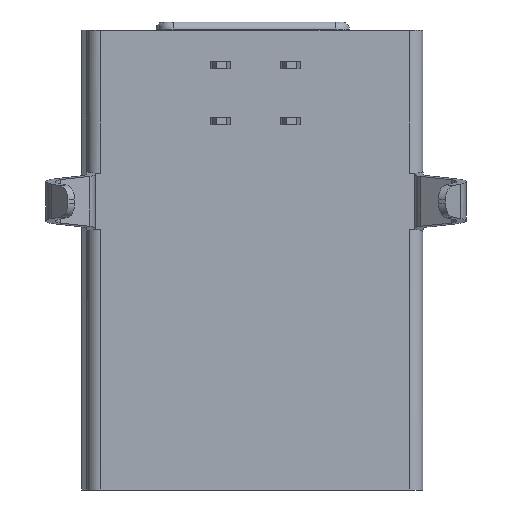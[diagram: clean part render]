
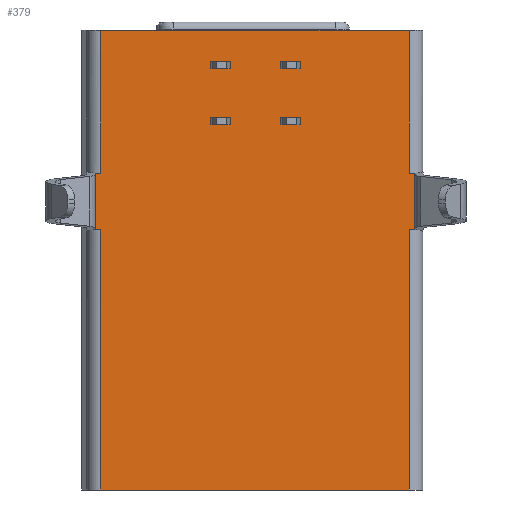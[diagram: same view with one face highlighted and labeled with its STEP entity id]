
A CAD part, front view. The second image highlights one B-rep face of the part: STEP entity #379.
In plain terms, the highlighted planar face has unit normal (0.018, -1, 0).
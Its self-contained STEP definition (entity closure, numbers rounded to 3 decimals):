
#379=ADVANCED_FACE('',(#733,#734,#735,#736,#737),#576,.T.);
#576=PLANE('',#3937);
#733=FACE_BOUND('',#761,.T.);
#734=FACE_BOUND('',#762,.T.);
#735=FACE_BOUND('',#763,.T.);
#736=FACE_BOUND('',#764,.T.);
#737=FACE_BOUND('',#765,.T.);
#761=EDGE_LOOP('',(#1128,#1129,#1130,#1131,#1132,#1133,#1134,#1135,#1136,
#1137,#1138,#1139));
#762=EDGE_LOOP('',(#1140,#1141,#1142,#1143));
#763=EDGE_LOOP('',(#1144,#1145,#1146,#1147));
#764=EDGE_LOOP('',(#1148,#1149,#1150,#1151));
#765=EDGE_LOOP('',(#1152,#1153,#1154,#1155));
#1128=ORIENTED_EDGE('',*,*,#2567,.T.);
#1129=ORIENTED_EDGE('',*,*,#2568,.T.);
#1130=ORIENTED_EDGE('',*,*,#2569,.T.);
#1131=ORIENTED_EDGE('',*,*,#2480,.T.);
#1132=ORIENTED_EDGE('',*,*,#2566,.F.);
#1133=ORIENTED_EDGE('',*,*,#2570,.T.);
#1134=ORIENTED_EDGE('',*,*,#2571,.F.);
#1135=ORIENTED_EDGE('',*,*,#2572,.F.);
#1136=ORIENTED_EDGE('',*,*,#2573,.T.);
#1137=ORIENTED_EDGE('',*,*,#2519,.T.);
#1138=ORIENTED_EDGE('',*,*,#2574,.F.);
#1139=ORIENTED_EDGE('',*,*,#2575,.F.);
#1140=ORIENTED_EDGE('',*,*,#2576,.F.);
#1141=ORIENTED_EDGE('',*,*,#2577,.T.);
#1142=ORIENTED_EDGE('',*,*,#2578,.T.);
#1143=ORIENTED_EDGE('',*,*,#2579,.F.);
#1144=ORIENTED_EDGE('',*,*,#2580,.F.);
#1145=ORIENTED_EDGE('',*,*,#2581,.T.);
#1146=ORIENTED_EDGE('',*,*,#2582,.T.);
#1147=ORIENTED_EDGE('',*,*,#2583,.F.);
#1148=ORIENTED_EDGE('',*,*,#2584,.T.);
#1149=ORIENTED_EDGE('',*,*,#2585,.F.);
#1150=ORIENTED_EDGE('',*,*,#2586,.F.);
#1151=ORIENTED_EDGE('',*,*,#2587,.T.);
#1152=ORIENTED_EDGE('',*,*,#2588,.T.);
#1153=ORIENTED_EDGE('',*,*,#2589,.F.);
#1154=ORIENTED_EDGE('',*,*,#2590,.F.);
#1155=ORIENTED_EDGE('',*,*,#2591,.T.);
#2122=VERTEX_POINT('',#5226);
#2123=VERTEX_POINT('',#5228);
#2159=VERTEX_POINT('',#5304);
#2160=VERTEX_POINT('',#5306);
#2204=VERTEX_POINT('',#5398);
#2205=VERTEX_POINT('',#5402);
#2206=VERTEX_POINT('',#5403);
#2207=VERTEX_POINT('',#5405);
#2208=VERTEX_POINT('',#5408);
#2209=VERTEX_POINT('',#5410);
#2210=VERTEX_POINT('',#5412);
#2211=VERTEX_POINT('',#5415);
#2212=VERTEX_POINT('',#5418);
#2213=VERTEX_POINT('',#5419);
#2214=VERTEX_POINT('',#5421);
#2215=VERTEX_POINT('',#5423);
#2216=VERTEX_POINT('',#5426);
#2217=VERTEX_POINT('',#5427);
#2218=VERTEX_POINT('',#5429);
#2219=VERTEX_POINT('',#5431);
#2220=VERTEX_POINT('',#5434);
#2221=VERTEX_POINT('',#5435);
#2222=VERTEX_POINT('',#5437);
#2223=VERTEX_POINT('',#5439);
#2224=VERTEX_POINT('',#5442);
#2225=VERTEX_POINT('',#5443);
#2226=VERTEX_POINT('',#5445);
#2227=VERTEX_POINT('',#5447);
#2480=EDGE_CURVE('',#2123,#2122,#3023,.T.);
#2519=EDGE_CURVE('',#2160,#2159,#3052,.T.);
#2566=EDGE_CURVE('',#2204,#2122,#3087,.T.);
#2567=EDGE_CURVE('',#2205,#2206,#3088,.T.);
#2568=EDGE_CURVE('',#2206,#2207,#3089,.T.);
#2569=EDGE_CURVE('',#2207,#2123,#3090,.T.);
#2570=EDGE_CURVE('',#2204,#2208,#3091,.T.);
#2571=EDGE_CURVE('',#2209,#2208,#3092,.T.);
#2572=EDGE_CURVE('',#2210,#2209,#3093,.T.);
#2573=EDGE_CURVE('',#2210,#2160,#3094,.T.);
#2574=EDGE_CURVE('',#2211,#2159,#3095,.T.);
#2575=EDGE_CURVE('',#2205,#2211,#3096,.T.);
#2576=EDGE_CURVE('',#2212,#2213,#3097,.T.);
#2577=EDGE_CURVE('',#2212,#2214,#3098,.T.);
#2578=EDGE_CURVE('',#2214,#2215,#3099,.T.);
#2579=EDGE_CURVE('',#2213,#2215,#3100,.T.);
#2580=EDGE_CURVE('',#2216,#2217,#3101,.T.);
#2581=EDGE_CURVE('',#2216,#2218,#3102,.T.);
#2582=EDGE_CURVE('',#2218,#2219,#3103,.T.);
#2583=EDGE_CURVE('',#2217,#2219,#3104,.T.);
#2584=EDGE_CURVE('',#2220,#2221,#3105,.T.);
#2585=EDGE_CURVE('',#2222,#2221,#3106,.T.);
#2586=EDGE_CURVE('',#2223,#2222,#3107,.T.);
#2587=EDGE_CURVE('',#2223,#2220,#3108,.T.);
#2588=EDGE_CURVE('',#2224,#2225,#3109,.T.);
#2589=EDGE_CURVE('',#2226,#2225,#3110,.T.);
#2590=EDGE_CURVE('',#2227,#2226,#3111,.T.);
#2591=EDGE_CURVE('',#2227,#2224,#3112,.T.);
#3023=LINE('',#5227,#3466);
#3052=LINE('',#5305,#3495);
#3087=LINE('',#5399,#3530);
#3088=LINE('',#5401,#3531);
#3089=LINE('',#5404,#3532);
#3090=LINE('',#5406,#3533);
#3091=LINE('',#5407,#3534);
#3092=LINE('',#5409,#3535);
#3093=LINE('',#5411,#3536);
#3094=LINE('',#5413,#3537);
#3095=LINE('',#5414,#3538);
#3096=LINE('',#5416,#3539);
#3097=LINE('',#5417,#3540);
#3098=LINE('',#5420,#3541);
#3099=LINE('',#5422,#3542);
#3100=LINE('',#5424,#3543);
#3101=LINE('',#5425,#3544);
#3102=LINE('',#5428,#3545);
#3103=LINE('',#5430,#3546);
#3104=LINE('',#5432,#3547);
#3105=LINE('',#5433,#3548);
#3106=LINE('',#5436,#3549);
#3107=LINE('',#5438,#3550);
#3108=LINE('',#5440,#3551);
#3109=LINE('',#5441,#3552);
#3110=LINE('',#5444,#3553);
#3111=LINE('',#5446,#3554);
#3112=LINE('',#5448,#3555);
#3466=VECTOR('',#4203,1.);
#3495=VECTOR('',#4256,1.);
#3530=VECTOR('',#4319,1.);
#3531=VECTOR('',#4322,1.);
#3532=VECTOR('',#4323,1.);
#3533=VECTOR('',#4324,1.);
#3534=VECTOR('',#4325,1.);
#3535=VECTOR('',#4326,1.);
#3536=VECTOR('',#4327,1.);
#3537=VECTOR('',#4328,1.);
#3538=VECTOR('',#4329,1.);
#3539=VECTOR('',#4330,1.);
#3540=VECTOR('',#4331,1.);
#3541=VECTOR('',#4332,1.);
#3542=VECTOR('',#4333,1.);
#3543=VECTOR('',#4334,1.);
#3544=VECTOR('',#4335,1.);
#3545=VECTOR('',#4336,1.);
#3546=VECTOR('',#4337,1.);
#3547=VECTOR('',#4338,1.);
#3548=VECTOR('',#4339,1.);
#3549=VECTOR('',#4340,1.);
#3550=VECTOR('',#4341,1.);
#3551=VECTOR('',#4342,1.);
#3552=VECTOR('',#4343,1.);
#3553=VECTOR('',#4344,1.);
#3554=VECTOR('',#4345,1.);
#3555=VECTOR('',#4346,1.);
#3937=AXIS2_PLACEMENT_3D('',#5449,#4347,#4348);
#4203=DIRECTION('',(1.,0.017,0.));
#4256=DIRECTION('',(-1.,-0.017,0.));
#4319=DIRECTION('',(0.,0.,-1.));
#4322=DIRECTION('',(0.,0.,-1.));
#4323=DIRECTION('',(1.,0.017,0.));
#4324=DIRECTION('',(0.,0.,-1.));
#4325=DIRECTION('',(1.,0.017,0.));
#4326=DIRECTION('',(0.,0.,-1.));
#4327=DIRECTION('',(1.,0.017,0.));
#4328=DIRECTION('',(0.,0.,1.));
#4329=DIRECTION('',(0.,0.,1.));
#4330=DIRECTION('',(1.,0.017,0.));
#4331=DIRECTION('',(0.,0.,-1.));
#4332=DIRECTION('',(1.,0.017,0.));
#4333=DIRECTION('',(0.,0.,-1.));
#4334=DIRECTION('',(1.,0.017,0.));
#4335=DIRECTION('',(0.,0.,-1.));
#4336=DIRECTION('',(1.,0.017,0.));
#4337=DIRECTION('',(0.,0.,-1.));
#4338=DIRECTION('',(1.,0.017,0.));
#4339=DIRECTION('',(0.,0.,-1.));
#4340=DIRECTION('',(1.,0.017,0.));
#4341=DIRECTION('',(0.,0.,-1.));
#4342=DIRECTION('',(1.,0.017,0.));
#4343=DIRECTION('',(0.,0.,-1.));
#4344=DIRECTION('',(1.,0.017,0.));
#4345=DIRECTION('',(0.,0.,-1.));
#4346=DIRECTION('',(1.,0.017,0.));
#4347=DIRECTION('',(0.017,-1.,0.));
#4348=DIRECTION('',(1.,0.017,0.));
#5226=CARTESIAN_POINT('',(5.539,-3.63,0.));
#5227=CARTESIAN_POINT('',(-5.459,-3.822,0.));
#5228=CARTESIAN_POINT('',(-5.459,-3.822,0.));
#5304=CARTESIAN_POINT('',(-5.459,-3.822,16.4));
#5305=CARTESIAN_POINT('',(5.539,-3.63,16.4));
#5306=CARTESIAN_POINT('',(5.539,-3.63,16.4));
#5398=CARTESIAN_POINT('',(5.539,-3.63,9.3));
#5399=CARTESIAN_POINT('',(5.539,-3.63,9.3));
#5401=CARTESIAN_POINT('',(-5.659,-3.826,11.3));
#5402=CARTESIAN_POINT('',(-5.659,-3.826,11.3));
#5403=CARTESIAN_POINT('',(-5.659,-3.826,9.3));
#5404=CARTESIAN_POINT('',(-5.659,-3.826,9.3));
#5405=CARTESIAN_POINT('',(-5.459,-3.822,9.3));
#5406=CARTESIAN_POINT('',(-5.459,-3.822,9.3));
#5407=CARTESIAN_POINT('',(5.539,-3.63,9.3));
#5408=CARTESIAN_POINT('',(5.739,-3.627,9.3));
#5409=CARTESIAN_POINT('',(5.739,-3.627,11.3));
#5410=CARTESIAN_POINT('',(5.739,-3.627,11.3));
#5411=CARTESIAN_POINT('',(5.539,-3.63,11.3));
#5412=CARTESIAN_POINT('',(5.539,-3.63,11.3));
#5413=CARTESIAN_POINT('',(5.539,-3.63,11.3));
#5414=CARTESIAN_POINT('',(-5.459,-3.822,11.3));
#5415=CARTESIAN_POINT('',(-5.459,-3.822,11.3));
#5416=CARTESIAN_POINT('',(-5.659,-3.826,11.3));
#5417=CARTESIAN_POINT('',(-1.535,-3.754,15.28));
#5418=CARTESIAN_POINT('',(-1.535,-3.754,15.28));
#5419=CARTESIAN_POINT('',(-1.535,-3.754,15.03));
#5420=CARTESIAN_POINT('',(-1.535,-3.754,15.28));
#5421=CARTESIAN_POINT('',(-0.885,-3.742,15.28));
#5422=CARTESIAN_POINT('',(-0.885,-3.742,15.28));
#5423=CARTESIAN_POINT('',(-0.885,-3.742,15.03));
#5424=CARTESIAN_POINT('',(-1.535,-3.754,15.03));
#5425=CARTESIAN_POINT('',(-1.535,-3.754,13.28));
#5426=CARTESIAN_POINT('',(-1.535,-3.754,13.28));
#5427=CARTESIAN_POINT('',(-1.535,-3.754,13.03));
#5428=CARTESIAN_POINT('',(-1.535,-3.754,13.28));
#5429=CARTESIAN_POINT('',(-0.885,-3.742,13.28));
#5430=CARTESIAN_POINT('',(-0.885,-3.742,13.28));
#5431=CARTESIAN_POINT('',(-0.885,-3.742,13.03));
#5432=CARTESIAN_POINT('',(-1.535,-3.754,13.03));
#5433=CARTESIAN_POINT('',(1.614,-3.699,13.28));
#5434=CARTESIAN_POINT('',(1.614,-3.699,13.28));
#5435=CARTESIAN_POINT('',(1.614,-3.699,13.03));
#5436=CARTESIAN_POINT('',(0.965,-3.71,13.03));
#5437=CARTESIAN_POINT('',(0.965,-3.71,13.03));
#5438=CARTESIAN_POINT('',(0.965,-3.71,13.28));
#5439=CARTESIAN_POINT('',(0.965,-3.71,13.28));
#5440=CARTESIAN_POINT('',(0.965,-3.71,13.28));
#5441=CARTESIAN_POINT('',(1.614,-3.699,15.28));
#5442=CARTESIAN_POINT('',(1.614,-3.699,15.28));
#5443=CARTESIAN_POINT('',(1.614,-3.699,15.03));
#5444=CARTESIAN_POINT('',(0.965,-3.71,15.03));
#5445=CARTESIAN_POINT('',(0.965,-3.71,15.03));
#5446=CARTESIAN_POINT('',(0.965,-3.71,15.28));
#5447=CARTESIAN_POINT('',(0.965,-3.71,15.28));
#5448=CARTESIAN_POINT('',(0.965,-3.71,15.28));
#5449=CARTESIAN_POINT('',(-5.659,-3.826,0.));
